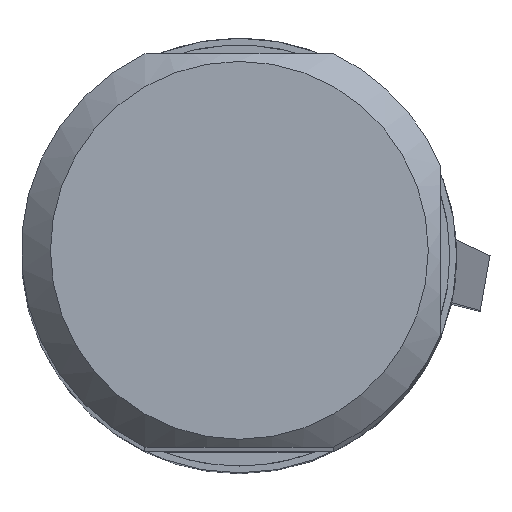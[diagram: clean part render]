
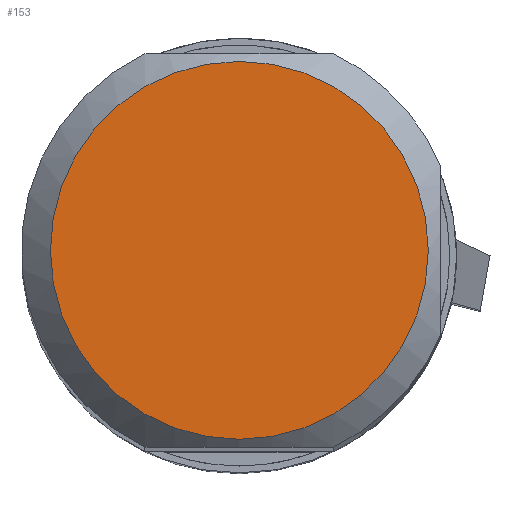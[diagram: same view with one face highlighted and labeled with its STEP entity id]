
A CAD part, top view. The second image highlights one B-rep face of the part: STEP entity #153.
In plain terms, the highlighted planar face has unit normal (0, 0, 1).
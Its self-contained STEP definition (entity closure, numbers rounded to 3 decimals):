
#99=CIRCLE('',#974,11.);
#153=ADVANCED_FACE('',(#233),#192,.F.);
#192=PLANE('',#975);
#233=FACE_OUTER_BOUND('',#283,.T.);
#283=EDGE_LOOP('',(#489));
#489=ORIENTED_EDGE('',*,*,#704,.F.);
#593=VERTEX_POINT('',#1457);
#704=EDGE_CURVE('',#593,#593,#99,.T.);
#974=AXIS2_PLACEMENT_3D('',#1456,#1201,#1202);
#975=AXIS2_PLACEMENT_3D('',#1458,#1203,#1204);
#1201=DIRECTION('',(0.,0.,-1.));
#1202=DIRECTION('',(0.,-1.,0.));
#1203=DIRECTION('',(0.,0.,-1.));
#1204=DIRECTION('',(0.,-1.,0.));
#1456=CARTESIAN_POINT('',(0.,0.,139.1));
#1457=CARTESIAN_POINT('',(0.,-11.,139.1));
#1458=CARTESIAN_POINT('',(0.,0.,139.1));
